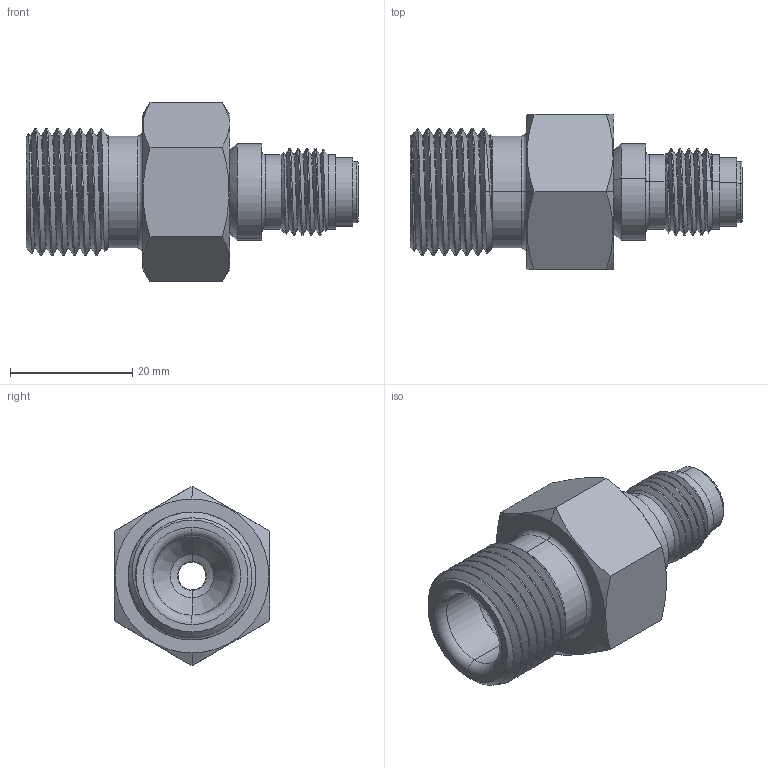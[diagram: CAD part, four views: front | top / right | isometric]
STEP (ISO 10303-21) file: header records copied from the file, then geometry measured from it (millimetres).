
FILE_DESCRIPTION (( 'STEP AP203' ), '1' );
FILE_NAME ('AD-346MSS-4MFS.STEP', '2025-09-17T19:12:56', ( '' ), ( '' ), 'SwSTEP 2.0', 'SolidWorks 2018', '' );
FILE_SCHEMA (( 'CONFIG_CONTROL_DESIGN' ));
Length unit declared in the file: inch
Products named in the file (3): PRT-000874; PRT-001202; AD-346MSS-4MFS
Assembly tree (2 placements, depth 2):
  AD-346MSS-4MFS
    PRT-001202
    PRT-000874
Bounding box: 54.24 x 25.4 x 29.33 mm (x, y, z)
Volume: 13589.3 mm3; surface area: 7541.9 mm2
Topology: 2 solids, 2 shells, 222 faces, 585 edges, 378 vertices
Faces by surface type: cylinder 64, bspline 61, plane 45, cone 42, torus 10
Entity records: 15497 total; most frequent: CARTESIAN_POINT 10411, ORIENTED_EDGE 1170, DIRECTION 743, EDGE_CURVE 585, VERTEX_POINT 378, AXIS2_PLACEMENT_3D 255, EDGE_LOOP 237, VECTOR 233
